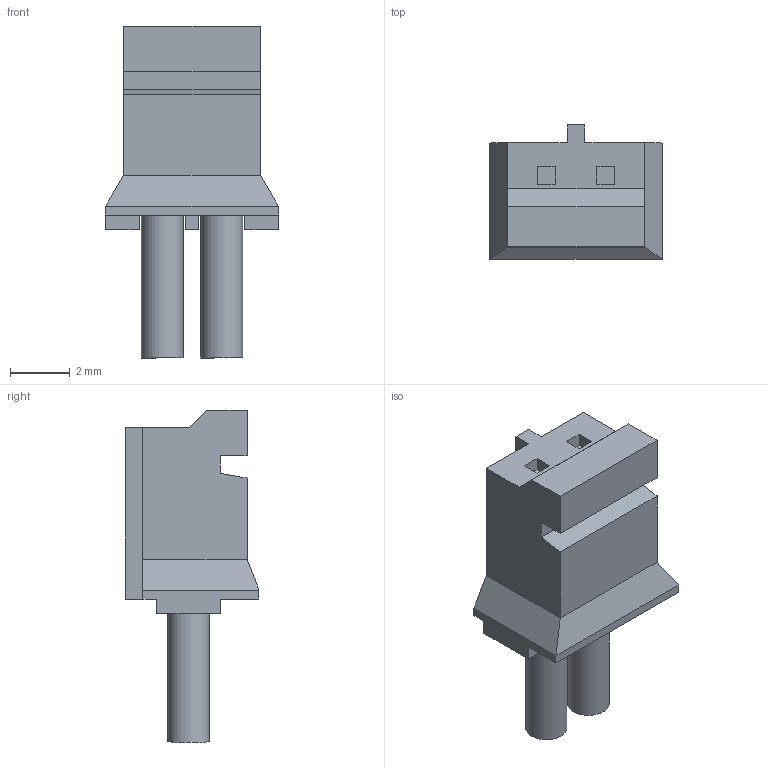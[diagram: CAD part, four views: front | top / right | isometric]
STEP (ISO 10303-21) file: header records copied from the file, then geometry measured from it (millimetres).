
FILE_DESCRIPTION(/* description */ (''),/* implementation_level */ '2;1');
FILE_NAME(/* name */ 'PHR-2-for-Battery-Adafruit v1.step',/* time_stamp */ '2023-05-22T10:30:22-04:00',/* author */ (''),/* organization */ (''),/* preprocessor_version */ 'ST-DEVELOPER v19.2',/* originating_system */ 'Autodesk Translation Framework v12.4.0.73',/* authorisation */ '');
FILE_SCHEMA (('AUTOMOTIVE_DESIGN { 1 0 10303 214 3 1 1 }'));
Length unit declared in the file: millimetre
Products named in the file (1): PHR-2-for-Battery-Adafruit
Bounding box: 5.8 x 4.5 x 11.15 mm (x, y, z)
Volume: 118.3 mm3; surface area: 214.1 mm2
Topology: 1 solids, 1 shells, 56 faces, 138 edges, 88 vertices
Faces by surface type: plane 54, cylinder 2
Full cylindrical faces by diameter (mm): 1.4 x2
Entity records: 1666 total; most frequent: CARTESIAN_POINT 283, ORIENTED_EDGE 276, DIRECTION 256, EDGE_CURVE 138, LINE 134, VECTOR 134, VERTEX_POINT 88, AXIS2_PLACEMENT_3D 61
